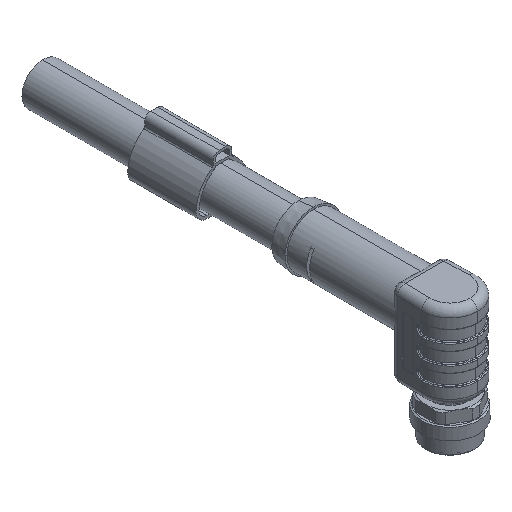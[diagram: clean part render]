
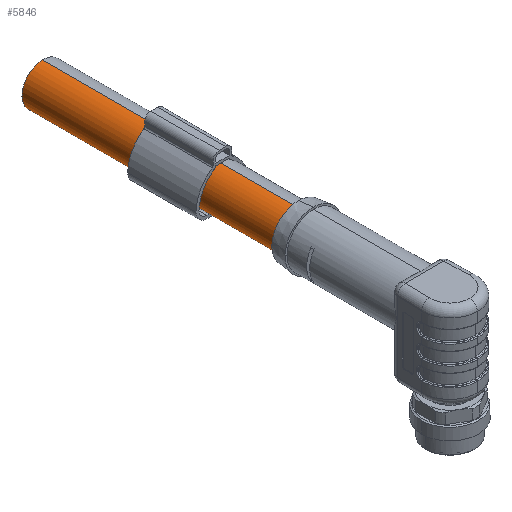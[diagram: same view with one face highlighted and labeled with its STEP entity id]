
A CAD part, isometric view. The second image highlights one B-rep face of the part: STEP entity #5846.
In plain terms, the highlighted cylindrical face has radius 5.5 mm (diameter 11 mm), a partial arc.
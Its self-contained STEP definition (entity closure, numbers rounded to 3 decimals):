
#5824=AXIS2_PLACEMENT_3D('Cylinder Axis2P3D',#5821,#5822,#5823) ;
#5828=AXIS2_PLACEMENT_3D('Circle Axis2P3D',#5826,#5827,$) ;
#5835=AXIS2_PLACEMENT_3D('Circle Axis2P3D',#5833,#5834,$) ;
#2296=CARTESIAN_POINT('Vertex',(7.395,47.5,33.199)) ;
#2300=CARTESIAN_POINT('Control Point',(7.395,47.5,33.199)) ;
#2301=CARTESIAN_POINT('Control Point',(6.841,47.5,33.188)) ;
#2302=CARTESIAN_POINT('Control Point',(6.289,47.5,33.108)) ;
#2303=CARTESIAN_POINT('Control Point',(5.75,47.5,32.959)) ;
#2304=CARTESIAN_POINT('Control Point',(4.702,47.5,32.519)) ;
#2305=CARTESIAN_POINT('Control Point',(3.798,47.5,31.829)) ;
#2306=CARTESIAN_POINT('Control Point',(3.386,47.5,31.419)) ;
#2307=CARTESIAN_POINT('Control Point',(2.68,47.5,30.501)) ;
#2308=CARTESIAN_POINT('Control Point',(2.232,47.5,29.432)) ;
#2309=CARTESIAN_POINT('Control Point',(2.08,47.5,28.871)) ;
#2310=CARTESIAN_POINT('Control Point',(1.925,47.5,27.723)) ;
#2311=CARTESIAN_POINT('Control Point',(2.07,47.5,26.573)) ;
#2312=CARTESIAN_POINT('Control Point',(2.218,47.5,26.011)) ;
#2313=CARTESIAN_POINT('Control Point',(2.657,47.5,24.939)) ;
#2314=CARTESIAN_POINT('Control Point',(3.356,47.5,24.015)) ;
#2315=CARTESIAN_POINT('Control Point',(3.764,47.5,23.602)) ;
#2316=CARTESIAN_POINT('Control Point',(4.68,47.5,22.891)) ;
#2317=CARTESIAN_POINT('Control Point',(5.747,47.5,22.439)) ;
#2318=CARTESIAN_POINT('Control Point',(6.307,47.5,22.285)) ;
#2319=CARTESIAN_POINT('Control Point',(6.89,47.5,22.204)) ;
#2320=CARTESIAN_POINT('Control Point',(7.473,47.5,22.2)) ;
#2321=CARTESIAN_POINT('Control Point',(7.482,47.5,22.2)) ;
#2322=CARTESIAN_POINT('Control Point',(7.491,47.5,22.2)) ;
#2323=CARTESIAN_POINT('Control Point',(7.5,47.5,22.2)) ;
#2324=CARTESIAN_POINT('Vertex',(7.5,47.5,22.2)) ;
#2328=CARTESIAN_POINT('Control Point',(7.5,47.5,22.2)) ;
#2329=CARTESIAN_POINT('Control Point',(7.521,47.5,22.2)) ;
#2330=CARTESIAN_POINT('Control Point',(7.542,47.5,22.2)) ;
#2331=CARTESIAN_POINT('Control Point',(7.563,47.5,22.2)) ;
#2332=CARTESIAN_POINT('Control Point',(7.584,47.5,22.201)) ;
#2333=CARTESIAN_POINT('Control Point',(7.605,47.5,22.201)) ;
#2334=CARTESIAN_POINT('Vertex',(7.605,47.5,22.201)) ;
#5786=CARTESIAN_POINT('Line Origine',(7.395,134.887,33.199)) ;
#5790=CARTESIAN_POINT('Vertex',(7.395,114.887,33.199)) ;
#5793=CARTESIAN_POINT('Line Origine',(7.605,134.887,22.201)) ;
#5797=CARTESIAN_POINT('Vertex',(7.605,114.887,22.201)) ;
#5821=CARTESIAN_POINT('Axis2P3D Location',(7.5,134.887,27.7)) ;
#5826=CARTESIAN_POINT('Axis2P3D Location',(7.5,114.887,27.7)) ;
#5830=CARTESIAN_POINT('Vertex',(2.001,114.887,27.595)) ;
#5833=CARTESIAN_POINT('Axis2P3D Location',(7.5,114.887,27.7)) ;
#5787=DIRECTION('Vector Direction',(0.,-1.,0.)) ;
#5794=DIRECTION('Vector Direction',(0.,-1.,0.)) ;
#5822=DIRECTION('Axis2P3D Direction',(0.,-1.,0.)) ;
#5823=DIRECTION('Axis2P3D XDirection',(-0.019,0.,1.)) ;
#5827=DIRECTION('Axis2P3D Direction',(0.,-1.,0.)) ;
#5834=DIRECTION('Axis2P3D Direction',(0.,-1.,0.)) ;
#5788=VECTOR('Line Direction',#5787,1.) ;
#5795=VECTOR('Line Direction',#5794,1.) ;
#5839=ORIENTED_EDGE('',*,*,#5799,.F.) ;
#5840=ORIENTED_EDGE('',*,*,#2336,.F.) ;
#5841=ORIENTED_EDGE('',*,*,#2326,.F.) ;
#5842=ORIENTED_EDGE('',*,*,#5792,.F.) ;
#5843=ORIENTED_EDGE('',*,*,#5832,.F.) ;
#5844=ORIENTED_EDGE('',*,*,#5837,.F.) ;
#5846=ADVANCED_FACE('Hauptk\X2\00F6\X0\rper',(#5845),#5825,.T.) ;
#2299=B_SPLINE_CURVE_WITH_KNOTS('',5,(#2300,#2301,#2302,#2303,#2304,#2305,#2306,#2307,#2308,#2309,#2310,#2311,#2312,#2313,#2314,#2315,#2316,#2317,#2318,#2319,#2320,#2321,#2322,#2323),.UNSPECIFIED.,.F.,.U.,(6,3,3,3,3,3,3,6),(0.149,4.062,8.124,12.186,16.248,20.31,24.372,24.436),.UNSPECIFIED.) ;
#2327=B_SPLINE_CURVE_WITH_KNOTS('',5,(#2328,#2329,#2330,#2331,#2332,#2333),.UNSPECIFIED.,.F.,.U.,(6,6),(0.,0.149),.UNSPECIFIED.) ;
#5829=CIRCLE('generated circle',#5828,5.5) ;
#5836=CIRCLE('generated circle',#5835,5.5) ;
#5825=CYLINDRICAL_SURFACE('generated cylinder',#5824,5.5) ;
#2326=EDGE_CURVE('',#2297,#2325,#2299,.T.) ;
#2336=EDGE_CURVE('',#2325,#2335,#2327,.T.) ;
#5792=EDGE_CURVE('',#5791,#2297,#5789,.T.) ;
#5799=EDGE_CURVE('',#2335,#5798,#5796,.F.) ;
#5832=EDGE_CURVE('',#5831,#5791,#5829,.F.) ;
#5837=EDGE_CURVE('',#5798,#5831,#5836,.F.) ;
#5838=EDGE_LOOP('',(#5839,#5840,#5841,#5842,#5843,#5844)) ;
#5845=FACE_OUTER_BOUND('',#5838,.T.) ;
#5789=LINE('Line',#5786,#5788) ;
#5796=LINE('Line',#5793,#5795) ;
#2297=VERTEX_POINT('',#2296) ;
#2325=VERTEX_POINT('',#2324) ;
#2335=VERTEX_POINT('',#2334) ;
#5791=VERTEX_POINT('',#5790) ;
#5798=VERTEX_POINT('',#5797) ;
#5831=VERTEX_POINT('',#5830) ;
